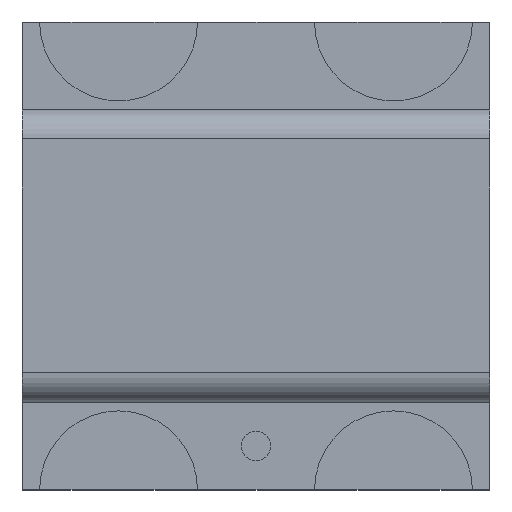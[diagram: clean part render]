
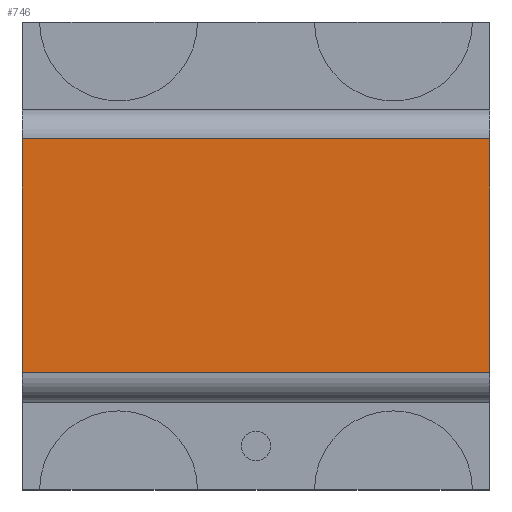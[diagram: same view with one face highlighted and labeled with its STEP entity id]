
A CAD part, top view. The second image highlights one B-rep face of the part: STEP entity #746.
In plain terms, the highlighted planar face has unit normal (0, 0, 1).
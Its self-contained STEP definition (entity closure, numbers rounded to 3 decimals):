
#432 = VERTEX_POINT('',#433);
#433 = CARTESIAN_POINT('',(-0.8,0.4,0.6));
#440 = EDGE_CURVE('',#432,#441,#443,.T.);
#441 = VERTEX_POINT('',#442);
#442 = CARTESIAN_POINT('',(-0.8,-0.4,0.6));
#443 = LINE('',#444,#445);
#444 = CARTESIAN_POINT('',(-0.8,0.5,0.6));
#445 = VECTOR('',#446,1.);
#446 = DIRECTION('',(0.,-1.,0.));
#474 = VERTEX_POINT('',#475);
#475 = CARTESIAN_POINT('',(0.8,0.4,0.6));
#482 = EDGE_CURVE('',#474,#483,#485,.T.);
#483 = VERTEX_POINT('',#484);
#484 = CARTESIAN_POINT('',(0.8,-0.4,0.6));
#485 = LINE('',#486,#487);
#486 = CARTESIAN_POINT('',(0.8,0.5,0.6));
#487 = VECTOR('',#488,1.);
#488 = DIRECTION('',(0.,-1.,0.));
#508 = EDGE_CURVE('',#441,#483,#509,.T.);
#509 = LINE('',#510,#511);
#510 = CARTESIAN_POINT('',(-0.8,-0.4,0.6));
#511 = VECTOR('',#512,1.);
#512 = DIRECTION('',(1.,0.,0.));
#736 = EDGE_CURVE('',#432,#474,#737,.T.);
#737 = LINE('',#738,#739);
#738 = CARTESIAN_POINT('',(-0.8,0.4,0.6));
#739 = VECTOR('',#740,1.);
#740 = DIRECTION('',(1.,0.,0.));
#746 = ADVANCED_FACE('',(#747),#753,.T.);
#747 = FACE_BOUND('',#748,.T.);
#748 = EDGE_LOOP('',(#749,#750,#751,#752));
#749 = ORIENTED_EDGE('',*,*,#482,.F.);
#750 = ORIENTED_EDGE('',*,*,#736,.F.);
#751 = ORIENTED_EDGE('',*,*,#440,.T.);
#752 = ORIENTED_EDGE('',*,*,#508,.T.);
#753 = PLANE('',#754);
#754 = AXIS2_PLACEMENT_3D('',#755,#756,#757);
#755 = CARTESIAN_POINT('',(-0.8,0.5,0.6));
#756 = DIRECTION('',(0.,0.,1.));
#757 = DIRECTION('',(0.,-1.,0.));
